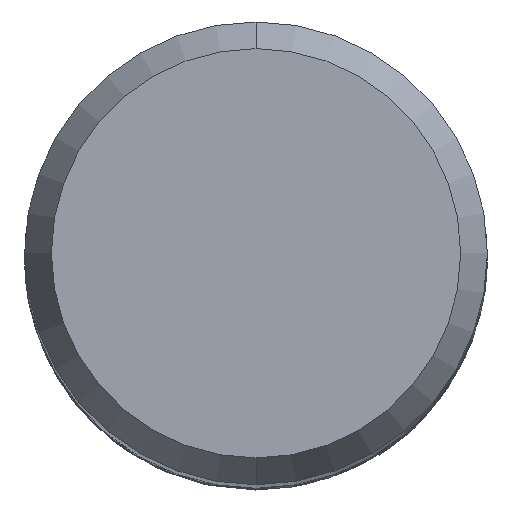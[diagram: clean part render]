
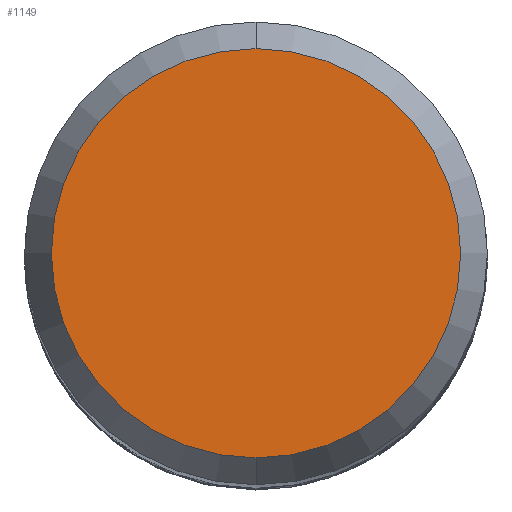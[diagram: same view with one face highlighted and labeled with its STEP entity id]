
A CAD part, top view. The second image highlights one B-rep face of the part: STEP entity #1149.
In plain terms, the highlighted planar face has unit normal (0, 0, 1).
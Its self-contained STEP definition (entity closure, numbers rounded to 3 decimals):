
#815=VERTEX_POINT('',#1747);
#873=EDGE_CURVE('',#815,#937,#1811,.T.);
#903=EDGE_CURVE('',#937,#815,#1845,.T.);
#937=VERTEX_POINT('',#1882);
#1149=ADVANCED_FACE('',(#2114),#2115,.T.);
#1747=CARTESIAN_POINT('',(0.,-4.423,0.0));
#1811=CIRCLE('',#5536,4.423);
#1845=CIRCLE('',#5634,4.423);
#1882=CARTESIAN_POINT('',(0.0,4.423,0.0));
#2114=FACE_OUTER_BOUND('',#7339,.T.);
#2115=PLANE('',#7340);
#5536=AXIS2_PLACEMENT_3D('',#9882,#9883,#9884);
#5634=AXIS2_PLACEMENT_3D('',#9938,#9939,#9940);
#7339=EDGE_LOOP('',(#10253,#10254));
#7340=AXIS2_PLACEMENT_3D('',#10255,#10256,#10257);
#9882=CARTESIAN_POINT('',(0.0,0.0,0.0));
#9883=DIRECTION('',(0.0,0.0,-1.0));
#9884=DIRECTION('',(0.0,1.0,0.0));
#9938=CARTESIAN_POINT('',(0.0,0.0,0.0));
#9939=DIRECTION('',(0.0,0.0,-1.0));
#9940=DIRECTION('',(0.0,1.0,0.0));
#10253=ORIENTED_EDGE('',*,*,#903,.F.);
#10254=ORIENTED_EDGE('',*,*,#873,.F.);
#10255=CARTESIAN_POINT('',(0.0,2.211,0.0));
#10256=DIRECTION('',(-0.0,0.0,1.0));
#10257=DIRECTION('',(0.0,-1.0,0.0));
